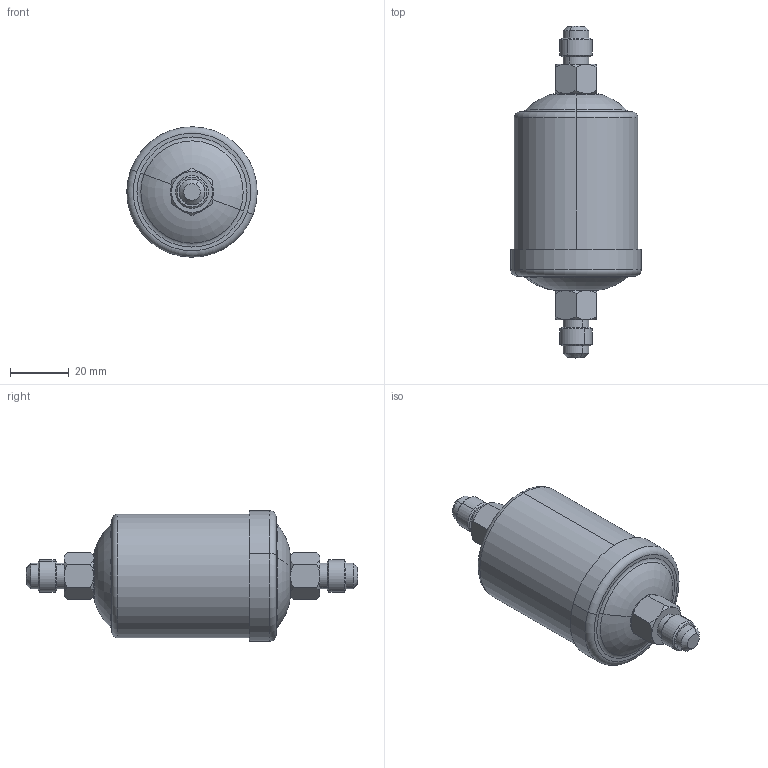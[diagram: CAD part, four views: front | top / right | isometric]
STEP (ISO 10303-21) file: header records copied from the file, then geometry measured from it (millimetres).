
FILE_DESCRIPTION (( 'STEP AP203' ), '1' );
FILE_NAME ('023B7001 - DFL 032.STEP', '2020-11-18T04:52:10', ( '' ), ( '' ), 'SwSTEP 2.0', 'SolidWorks 2020', '' );
FILE_SCHEMA (( 'CONFIG_CONTROL_DESIGN' ));
Length unit declared in the file: millimetre
Products named in the file (1): 023B7001 - DFL 032
Bounding box: 44.4 x 113 x 44.4 mm (x, y, z)
Volume: 91181.3 mm3; surface area: 12484.6 mm2
Topology: 1 solids, 1 shells, 91 faces, 188 edges, 110 vertices
Faces by surface type: cone 36, plane 25, cylinder 16, torus 14
Entity records: 2695 total; most frequent: CARTESIAN_POINT 710, DIRECTION 424, ORIENTED_EDGE 376, AXIS2_PLACEMENT_3D 192, EDGE_CURVE 188, VERTEX_POINT 110, EDGE_LOOP 102, CIRCLE 100
